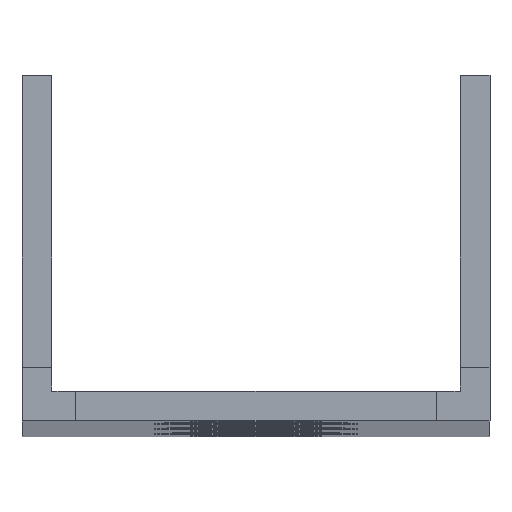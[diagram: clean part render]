
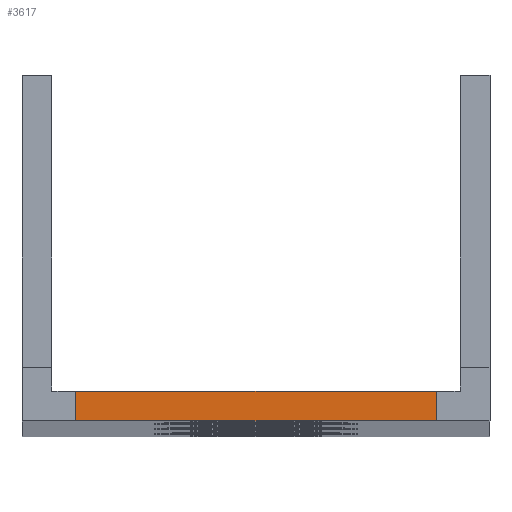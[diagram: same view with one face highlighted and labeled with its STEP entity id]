
A CAD part, top view. The second image highlights one B-rep face of the part: STEP entity #3617.
In plain terms, the highlighted planar face has unit normal (0, 0, 1).
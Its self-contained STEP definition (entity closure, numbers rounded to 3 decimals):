
#472=FACE_OUTER_BOUND('',#790,.T.);
#790=EDGE_LOOP('',(#2728,#2729,#2730,#2731));
#955=LINE('',#5218,#1253);
#1025=LINE('',#5609,#1323);
#1089=LINE('',#5884,#1387);
#1090=LINE('',#5886,#1388);
#1253=VECTOR('',#4177,10.);
#1323=VECTOR('',#4505,10.);
#1387=VECTOR('',#4725,10.);
#1388=VECTOR('',#4728,10.);
#1551=VERTEX_POINT('',#5215);
#1552=VERTEX_POINT('',#5217);
#1743=VERTEX_POINT('',#5606);
#1744=VERTEX_POINT('',#5608);
#1883=EDGE_CURVE('',#1551,#1552,#955,.T.);
#2078=EDGE_CURVE('',#1744,#1743,#1025,.T.);
#2217=EDGE_CURVE('',#1743,#1552,#1089,.T.);
#2218=EDGE_CURVE('',#1551,#1744,#1090,.T.);
#2728=ORIENTED_EDGE('',*,*,#2217,.T.);
#2729=ORIENTED_EDGE('',*,*,#1883,.F.);
#2730=ORIENTED_EDGE('',*,*,#2218,.T.);
#2731=ORIENTED_EDGE('',*,*,#2078,.T.);
#3380=PLANE('',#4008);
#3617=ADVANCED_FACE('',(#472),#3380,.F.);
#4008=AXIS2_PLACEMENT_3D('',#5885,#4726,#4727);
#4177=DIRECTION('',(-1.,0.,0.));
#4505=DIRECTION('',(-1.,0.,0.));
#4725=DIRECTION('',(0.,-1.,0.));
#4726=DIRECTION('center_axis',(0.,0.,
-1.));
#4727=DIRECTION('ref_axis',(-1.,0.,0.));
#4728=DIRECTION('',(0.,1.,0.));
#5215=CARTESIAN_POINT('',(-29.365,0.,0.));
#5217=CARTESIAN_POINT('',(-59.635,0.,0.));
#5218=CARTESIAN_POINT('',(0.,0.,0.));
#5606=CARTESIAN_POINT('',(-59.635,2.5,0.));
#5608=CARTESIAN_POINT('',(-29.365,2.5,0.));
#5609=CARTESIAN_POINT('',(0.,2.5,0.));
#5884=CARTESIAN_POINT('',(-59.635,1.25,0.));
#5885=CARTESIAN_POINT('Origin',(-20.615,4.5,0.));
#5886=CARTESIAN_POINT('',(-29.365,1.25,0.));
